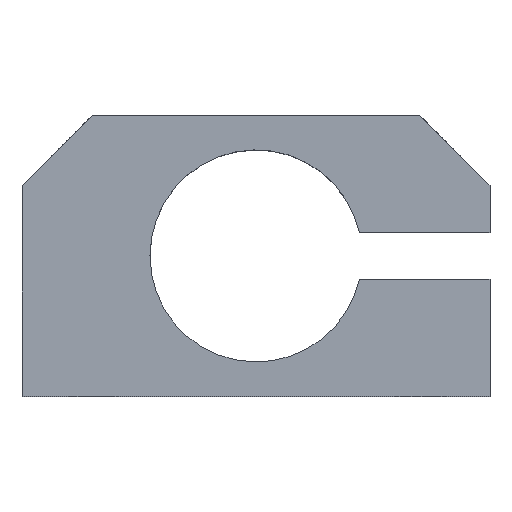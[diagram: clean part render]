
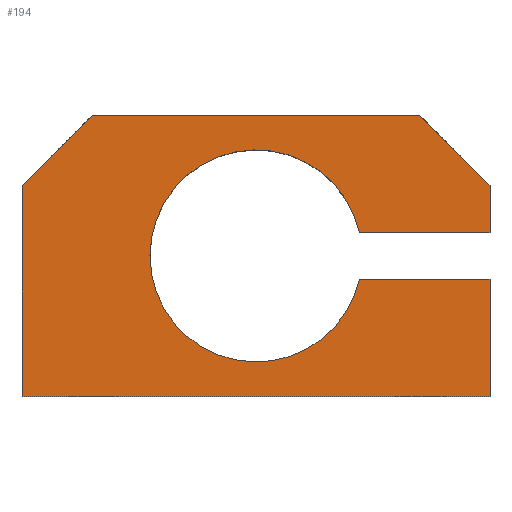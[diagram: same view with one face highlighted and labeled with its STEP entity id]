
A CAD part, top view. The second image highlights one B-rep face of the part: STEP entity #194.
In plain terms, the highlighted planar face has unit normal (0, 0, 1).
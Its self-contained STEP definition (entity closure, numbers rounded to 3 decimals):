
#3 = CARTESIAN_POINT ( 'NONE',  ( -35., 30., 25. ) ) ;
#30 = EDGE_CURVE ( 'NONE', #856, #506, #714, .T. ) ;
#39 = ORIENTED_EDGE ( 'NONE', *, *, #153, .T. ) ;
#54 = AXIS2_PLACEMENT_3D ( 'NONE', #835, #763, #685 ) ;
#59 = VECTOR ( 'NONE', #824, 1000. ) ;
#71 = DIRECTION ( 'NONE',  ( 0.707, -0.707, 0. ) ) ;
#96 = VERTEX_POINT ( 'NONE', #293 ) ;
#111 = EDGE_CURVE ( 'NONE', #461, #114, #636, .T. ) ;
#114 = VERTEX_POINT ( 'NONE', #635 ) ;
#118 = CARTESIAN_POINT ( 'NONE',  ( 22.091, -5., 25. ) ) ;
#119 = DIRECTION ( 'NONE',  ( 0., -1., 0. ) ) ;
#125 = EDGE_LOOP ( 'NONE', ( #434, #525, #178, #582, #826, #357, #39, #505, #628, #485, #212 ) ) ;
#132 = VECTOR ( 'NONE', #396, 1000. ) ;
#147 = LINE ( 'NONE', #292, #182 ) ;
#153 = EDGE_CURVE ( 'NONE', #577, #96, #269, .T. ) ;
#160 = AXIS2_PLACEMENT_3D ( 'NONE', #794, #243, #580 ) ;
#163 = LINE ( 'NONE', #665, #744 ) ;
#174 = DIRECTION ( 'NONE',  ( 0., 1., 0. ) ) ;
#178 = ORIENTED_EDGE ( 'NONE', *, *, #30, .F. ) ;
#182 = VECTOR ( 'NONE', #608, 1000. ) ;
#194 = ADVANCED_FACE ( 'NONE', ( #613 ), #663, .T. ) ;
#199 = DIRECTION ( 'NONE',  ( 1., 0., 0. ) ) ;
#212 = ORIENTED_EDGE ( 'NONE', *, *, #111, .T. ) ;
#222 = CARTESIAN_POINT ( 'NONE',  ( 50., -5., 25. ) ) ;
#231 = VECTOR ( 'NONE', #801, 1000. ) ;
#236 = CARTESIAN_POINT ( 'NONE',  ( -22.65, 0., 25. ) ) ;
#243 = DIRECTION ( 'NONE',  ( 0., 0., 1. ) ) ;
#246 = EDGE_CURVE ( 'NONE', #803, #577, #422, .T. ) ;
#261 = DIRECTION ( 'NONE',  ( 0., 0., -1. ) ) ;
#269 = LINE ( 'NONE', #118, #772 ) ;
#290 = AXIS2_PLACEMENT_3D ( 'NONE', #522, #261, #199 ) ;
#292 = CARTESIAN_POINT ( 'NONE',  ( -50., 30., 25. ) ) ;
#293 = CARTESIAN_POINT ( 'NONE',  ( 22.091, -5., 25. ) ) ;
#311 = CIRCLE ( 'NONE', #290, 22.65 ) ;
#323 = CARTESIAN_POINT ( 'NONE',  ( 50., 5., 25. ) ) ;
#325 = VERTEX_POINT ( 'NONE', #236 ) ;
#336 = EDGE_CURVE ( 'NONE', #666, #803, #605, .T. ) ;
#344 = EDGE_CURVE ( 'NONE', #325, #482, #808, .T. ) ;
#357 = ORIENTED_EDGE ( 'NONE', *, *, #246, .T. ) ;
#396 = DIRECTION ( 'NONE',  ( 0., 1., 0. ) ) ;
#402 = CARTESIAN_POINT ( 'NONE',  ( 22.091, 5., 25. ) ) ;
#421 = CARTESIAN_POINT ( 'NONE',  ( 22.091, 5., 25. ) ) ;
#422 = LINE ( 'NONE', #222, #607 ) ;
#426 = CARTESIAN_POINT ( 'NONE',  ( -50., 15., 25. ) ) ;
#429 = EDGE_CURVE ( 'NONE', #482, #461, #791, .T. ) ;
#434 = ORIENTED_EDGE ( 'NONE', *, *, #673, .F. ) ;
#442 = EDGE_CURVE ( 'NONE', #856, #666, #163, .T. ) ;
#447 = CARTESIAN_POINT ( 'NONE',  ( -50., -30., 25. ) ) ;
#461 = VERTEX_POINT ( 'NONE', #323 ) ;
#482 = VERTEX_POINT ( 'NONE', #402 ) ;
#485 = ORIENTED_EDGE ( 'NONE', *, *, #429, .T. ) ;
#500 = LINE ( 'NONE', #746, #677 ) ;
#501 = DIRECTION ( 'NONE',  ( -1., 0., 0. ) ) ;
#505 = ORIENTED_EDGE ( 'NONE', *, *, #676, .T. ) ;
#506 = VERTEX_POINT ( 'NONE', #3 ) ;
#513 = VECTOR ( 'NONE', #781, 1000. ) ;
#520 = CARTESIAN_POINT ( 'NONE',  ( -50., 15., 25. ) ) ;
#522 = CARTESIAN_POINT ( 'NONE',  ( 0., 0., 25. ) ) ;
#525 = ORIENTED_EDGE ( 'NONE', *, *, #817, .T. ) ;
#558 = CARTESIAN_POINT ( 'NONE',  ( 50., -30., 25. ) ) ;
#577 = VERTEX_POINT ( 'NONE', #720 ) ;
#580 = DIRECTION ( 'NONE',  ( 1., 0., 0. ) ) ;
#582 = ORIENTED_EDGE ( 'NONE', *, *, #442, .T. ) ;
#605 = LINE ( 'NONE', #447, #59 ) ;
#607 = VECTOR ( 'NONE', #174, 1000. ) ;
#608 = DIRECTION ( 'NONE',  ( -1., 0., 0. ) ) ;
#613 = FACE_OUTER_BOUND ( 'NONE', #125, .T. ) ;
#617 = VERTEX_POINT ( 'NONE', #855 ) ;
#628 = ORIENTED_EDGE ( 'NONE', *, *, #344, .T. ) ;
#635 = CARTESIAN_POINT ( 'NONE',  ( 50., 15., 25. ) ) ;
#636 = LINE ( 'NONE', #769, #132 ) ;
#663 = PLANE ( 'NONE',  #160 ) ;
#665 = CARTESIAN_POINT ( 'NONE',  ( -50., 30., 25. ) ) ;
#666 = VERTEX_POINT ( 'NONE', #816 ) ;
#673 = EDGE_CURVE ( 'NONE', #617, #114, #500, .T. ) ;
#676 = EDGE_CURVE ( 'NONE', #96, #325, #311, .T. ) ;
#677 = VECTOR ( 'NONE', #71, 1000. ) ;
#685 = DIRECTION ( 'NONE',  ( 1., 0., 0. ) ) ;
#714 = LINE ( 'NONE', #520, #513 ) ;
#720 = CARTESIAN_POINT ( 'NONE',  ( 50., -5., 25. ) ) ;
#744 = VECTOR ( 'NONE', #119, 1000. ) ;
#746 = CARTESIAN_POINT ( 'NONE',  ( 35., 30., 25. ) ) ;
#763 = DIRECTION ( 'NONE',  ( 0., 0., -1. ) ) ;
#769 = CARTESIAN_POINT ( 'NONE',  ( 50., 30., 25. ) ) ;
#772 = VECTOR ( 'NONE', #501, 1000. ) ;
#781 = DIRECTION ( 'NONE',  ( 0.707, 0.707, 0. ) ) ;
#791 = LINE ( 'NONE', #421, #231 ) ;
#794 = CARTESIAN_POINT ( 'NONE',  ( 0., 0., 25. ) ) ;
#801 = DIRECTION ( 'NONE',  ( 1., 0., 0. ) ) ;
#803 = VERTEX_POINT ( 'NONE', #558 ) ;
#808 = CIRCLE ( 'NONE', #54, 22.65 ) ;
#816 = CARTESIAN_POINT ( 'NONE',  ( -50., -30., 25. ) ) ;
#817 = EDGE_CURVE ( 'NONE', #617, #506, #147, .T. ) ;
#824 = DIRECTION ( 'NONE',  ( 1., 0., 0. ) ) ;
#826 = ORIENTED_EDGE ( 'NONE', *, *, #336, .T. ) ;
#835 = CARTESIAN_POINT ( 'NONE',  ( 0., 0., 25. ) ) ;
#855 = CARTESIAN_POINT ( 'NONE',  ( 35., 30., 25. ) ) ;
#856 = VERTEX_POINT ( 'NONE', #426 ) ;
